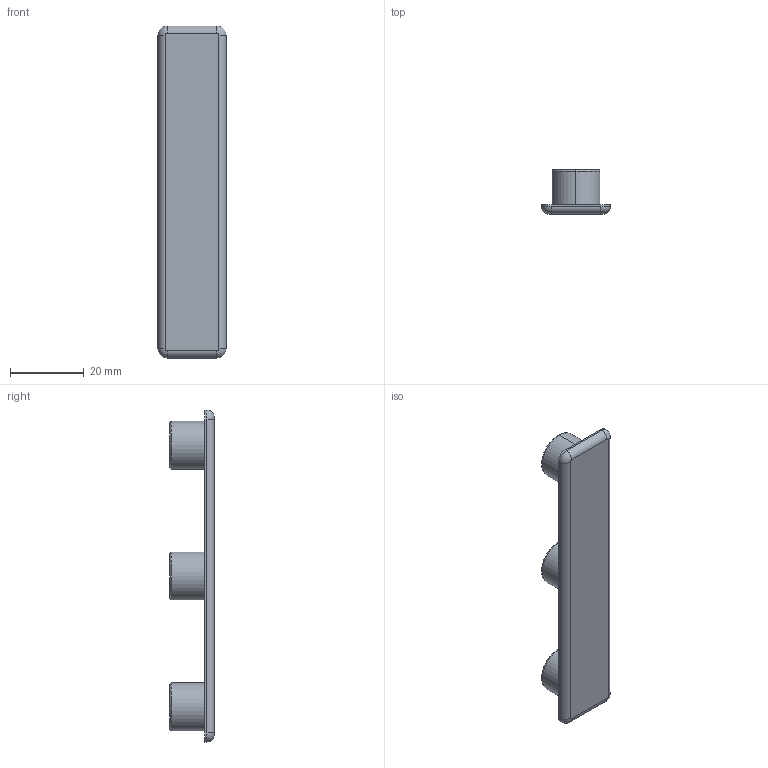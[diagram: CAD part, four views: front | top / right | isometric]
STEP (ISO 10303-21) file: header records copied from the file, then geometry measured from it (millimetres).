
FILE_DESCRIPTION (( 'STEP AP203' ), '1' );
FILE_NAME ('084.201.014.STEP', '2013-01-24T13:20:58', ( 'Alusic' ), ( 'Alusic' ), 'SwSTEP 2.0', 'SolidWorks 2011', '' );
FILE_SCHEMA (( 'CONFIG_CONTROL_DESIGN' ));
Length unit declared in the file: millimetre
Products named in the file (1): 084.201.014
Bounding box: 18.5 x 12 x 90 mm (x, y, z)
Volume: 5725.2 mm3; surface area: 5654.6 mm2
Topology: 1 solids, 1 shells, 42 faces, 88 edges, 54 vertices
Faces by surface type: cylinder 20, plane 12, torus 10
Entity records: 1213 total; most frequent: DIRECTION 230, CARTESIAN_POINT 185, ORIENTED_EDGE 176, AXIS2_PLACEMENT_3D 99, EDGE_CURVE 88, CIRCLE 56, VERTEX_POINT 54, EDGE_LOOP 48
